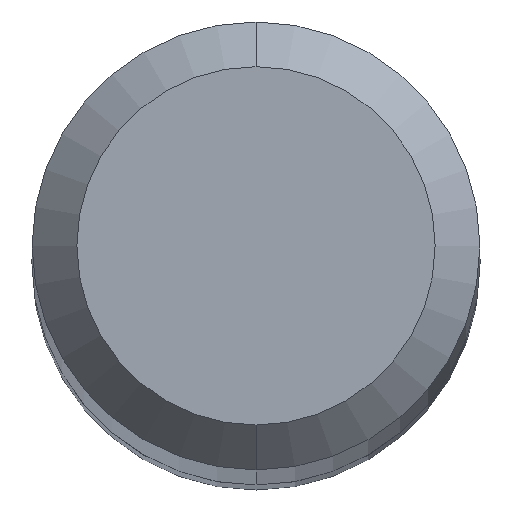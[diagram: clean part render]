
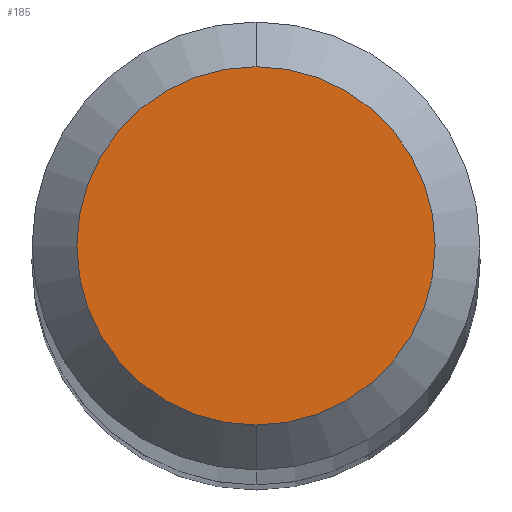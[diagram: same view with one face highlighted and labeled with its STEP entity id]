
A CAD part, top view. The second image highlights one B-rep face of the part: STEP entity #185.
In plain terms, the highlighted planar face has unit normal (0, 0, 1).
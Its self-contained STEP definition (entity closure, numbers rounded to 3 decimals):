
#181=VERTEX_POINT('',#458);
#185=ADVANCED_FACE('',(#462),#463,.T.);
#309=VERTEX_POINT('',#602);
#381=EDGE_CURVE('',#309,#181,#679,.T.);
#383=EDGE_CURVE('',#181,#309,#681,.T.);
#458=CARTESIAN_POINT('',(0.,-1.2,0.0));
#462=FACE_OUTER_BOUND('',#761,.T.);
#463=PLANE('',#762);
#602=CARTESIAN_POINT('',(0.0,1.2,0.0));
#679=CIRCLE('',#1236,1.2);
#681=CIRCLE('',#1239,1.2);
#761=EDGE_LOOP('',(#1342,#1343));
#762=AXIS2_PLACEMENT_3D('',#1344,#1345,#1346);
#1236=AXIS2_PLACEMENT_3D('',#1580,#1581,#1582);
#1239=AXIS2_PLACEMENT_3D('',#1583,#1584,#1585);
#1342=ORIENTED_EDGE('',*,*,#381,.F.);
#1343=ORIENTED_EDGE('',*,*,#383,.F.);
#1344=CARTESIAN_POINT('',(0.0,0.6,0.0));
#1345=DIRECTION('',(-0.0,0.0,1.0));
#1346=DIRECTION('',(0.0,-1.0,0.0));
#1580=CARTESIAN_POINT('',(0.0,0.0,0.0));
#1581=DIRECTION('',(0.0,0.0,-1.0));
#1582=DIRECTION('',(0.0,1.0,0.0));
#1583=CARTESIAN_POINT('',(0.0,0.0,0.0));
#1584=DIRECTION('',(0.0,0.0,-1.0));
#1585=DIRECTION('',(0.0,1.0,0.0));
